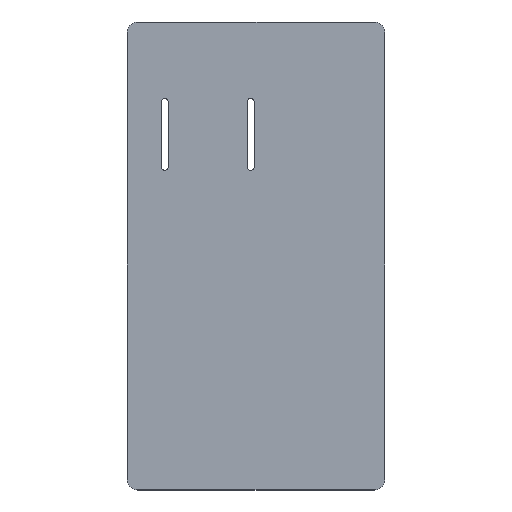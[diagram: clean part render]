
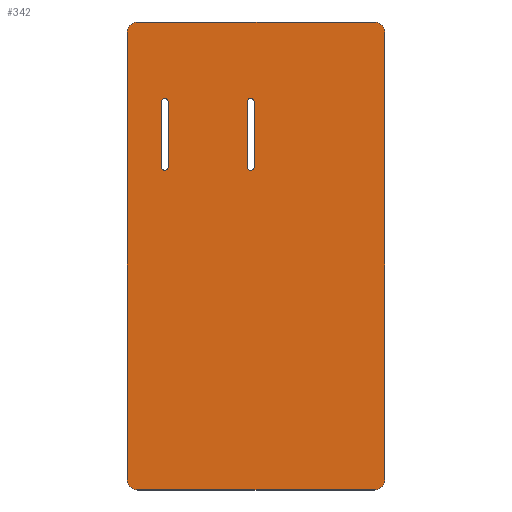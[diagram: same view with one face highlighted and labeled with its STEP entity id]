
A CAD part, top view. The second image highlights one B-rep face of the part: STEP entity #342.
In plain terms, the highlighted planar face has unit normal (0, 0, 1).
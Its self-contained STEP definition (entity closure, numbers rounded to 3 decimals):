
#17=FACE_BOUND('',#59,.T.);
#18=FACE_BOUND('',#60,.T.);
#23=PLANE('',#387);
#38=FACE_OUTER_BOUND('',#58,.T.);
#58=EDGE_LOOP('',(#277,#278,#279,#280,#281,#282,#283,#284));
#59=EDGE_LOOP('',(#285,#286,#287,#288));
#60=EDGE_LOOP('',(#289,#290,#291,#292));
#73=LINE('',#516,#105);
#82=LINE('',#551,#114);
#85=LINE('',#559,#117);
#91=LINE('',#575,#123);
#92=LINE('',#578,#124);
#93=LINE('',#580,#125);
#94=LINE('',#583,#126);
#95=LINE('',#586,#127);
#105=VECTOR('',#413,10.);
#114=VECTOR('',#444,10.);
#117=VECTOR('',#453,10.);
#123=VECTOR('',#469,10.);
#124=VECTOR('',#472,10.);
#125=VECTOR('',#473,10.);
#126=VECTOR('',#476,10.);
#127=VECTOR('',#479,10.);
#134=CIRCLE('',#367,5.);
#142=CIRCLE('',#378,5.);
#143=CIRCLE('',#381,5.);
#144=CIRCLE('',#384,1.6);
#145=CIRCLE('',#386,1.6);
#146=CIRCLE('',#388,5.);
#147=CIRCLE('',#389,1.6);
#148=CIRCLE('',#390,1.6);
#151=VERTEX_POINT('',#506);
#152=VERTEX_POINT('',#508);
#154=VERTEX_POINT('',#514);
#168=VERTEX_POINT('',#546);
#169=VERTEX_POINT('',#550);
#170=VERTEX_POINT('',#554);
#171=VERTEX_POINT('',#558);
#172=VERTEX_POINT('',#562);
#173=VERTEX_POINT('',#563);
#174=VERTEX_POINT('',#568);
#175=VERTEX_POINT('',#569);
#176=VERTEX_POINT('',#574);
#177=VERTEX_POINT('',#577);
#178=VERTEX_POINT('',#579);
#179=VERTEX_POINT('',#582);
#180=VERTEX_POINT('',#584);
#183=EDGE_CURVE('',#151,#152,#134,.T.);
#187=EDGE_CURVE('',#151,#154,#73,.F.);
#203=EDGE_CURVE('',#168,#154,#142,.T.);
#204=EDGE_CURVE('',#169,#152,#82,.F.);
#206=EDGE_CURVE('',#169,#170,#143,.T.);
#208=EDGE_CURVE('',#171,#170,#85,.T.);
#210=EDGE_CURVE('',#172,#173,#144,.T.);
#213=EDGE_CURVE('',#174,#175,#145,.T.);
#216=EDGE_CURVE('',#168,#176,#91,.T.);
#217=EDGE_CURVE('',#176,#171,#146,.T.);
#218=EDGE_CURVE('',#177,#174,#92,.T.);
#219=EDGE_CURVE('',#175,#178,#93,.T.);
#220=EDGE_CURVE('',#178,#177,#147,.T.);
#221=EDGE_CURVE('',#173,#179,#94,.T.);
#222=EDGE_CURVE('',#179,#180,#148,.T.);
#223=EDGE_CURVE('',#180,#172,#95,.T.);
#277=ORIENTED_EDGE('',*,*,#183,.F.);
#278=ORIENTED_EDGE('',*,*,#187,.T.);
#279=ORIENTED_EDGE('',*,*,#203,.F.);
#280=ORIENTED_EDGE('',*,*,#216,.T.);
#281=ORIENTED_EDGE('',*,*,#217,.T.);
#282=ORIENTED_EDGE('',*,*,#208,.T.);
#283=ORIENTED_EDGE('',*,*,#206,.F.);
#284=ORIENTED_EDGE('',*,*,#204,.T.);
#285=ORIENTED_EDGE('',*,*,#218,.T.);
#286=ORIENTED_EDGE('',*,*,#213,.T.);
#287=ORIENTED_EDGE('',*,*,#219,.T.);
#288=ORIENTED_EDGE('',*,*,#220,.T.);
#289=ORIENTED_EDGE('',*,*,#221,.T.);
#290=ORIENTED_EDGE('',*,*,#222,.T.);
#291=ORIENTED_EDGE('',*,*,#223,.T.);
#292=ORIENTED_EDGE('',*,*,#210,.T.);
#342=ADVANCED_FACE('',(#38,#17,#18),#23,.T.);
#367=AXIS2_PLACEMENT_3D('',#509,#406,#407);
#378=AXIS2_PLACEMENT_3D('',#548,#440,#441);
#381=AXIS2_PLACEMENT_3D('',#555,#448,#449);
#384=AXIS2_PLACEMENT_3D('',#564,#457,#458);
#386=AXIS2_PLACEMENT_3D('',#570,#463,#464);
#387=AXIS2_PLACEMENT_3D('',#573,#467,#468);
#388=AXIS2_PLACEMENT_3D('',#576,#470,#471);
#389=AXIS2_PLACEMENT_3D('',#581,#474,#475);
#390=AXIS2_PLACEMENT_3D('',#585,#477,#478);
#406=DIRECTION('center_axis',(0.,0.,-1.));
#407=DIRECTION('ref_axis',(0.707,-0.707,0.));
#413=DIRECTION('',(0.,-1.,0.));
#440=DIRECTION('center_axis',(0.,0.,-1.));
#441=DIRECTION('ref_axis',(0.707,0.707,0.));
#444=DIRECTION('',(-1.,0.,0.));
#448=DIRECTION('center_axis',(0.,0.,-1.));
#449=DIRECTION('ref_axis',(-0.707,-0.707,0.));
#453=DIRECTION('',(0.,-1.,0.));
#457=DIRECTION('center_axis',(0.,0.,-1.));
#458=DIRECTION('ref_axis',(-1.,0.,0.));
#463=DIRECTION('center_axis',(0.,0.,-1.));
#464=DIRECTION('ref_axis',(-1.,0.,0.));
#467=DIRECTION('center_axis',(0.,0.,1.));
#468=DIRECTION('ref_axis',(1.,0.,0.));
#469=DIRECTION('',(-1.,0.,0.));
#470=DIRECTION('center_axis',(0.,0.,1.));
#471=DIRECTION('ref_axis',(0.,1.,0.));
#472=DIRECTION('',(0.,1.,0.));
#473=DIRECTION('',(0.,-1.,0.));
#474=DIRECTION('center_axis',(0.,0.,-1.));
#475=DIRECTION('ref_axis',(1.,0.,0.));
#476=DIRECTION('',(0.,-1.,0.));
#477=DIRECTION('center_axis',(0.,0.,-1.));
#478=DIRECTION('ref_axis',(1.,0.,0.));
#479=DIRECTION('',(0.,1.,0.));
#506=CARTESIAN_POINT('',(82.5,-118.,-0.5));
#508=CARTESIAN_POINT('',(77.5,-123.,-0.5));
#509=CARTESIAN_POINT('Origin',(77.5,-118.,-0.5));
#514=CARTESIAN_POINT('',(82.5,90.,-0.5));
#516=CARTESIAN_POINT('',(82.5,-45.,-0.5));
#546=CARTESIAN_POINT('',(77.5,95.,-0.5));
#548=CARTESIAN_POINT('Origin',(77.5,90.,-0.5));
#550=CARTESIAN_POINT('',(-32.5,-123.,-0.5));
#551=CARTESIAN_POINT('',(-16.25,-123.,-0.5));
#554=CARTESIAN_POINT('',(-37.5,-118.,-0.5));
#555=CARTESIAN_POINT('Origin',(-32.5,-118.,-0.5));
#558=CARTESIAN_POINT('',(-37.5,90.,-0.5));
#559=CARTESIAN_POINT('',(-37.5,90.,-0.5));
#562=CARTESIAN_POINT('',(18.4,57.836,-0.5));
#563=CARTESIAN_POINT('',(21.6,57.836,-0.5));
#564=CARTESIAN_POINT('Origin',(20.,57.836,-0.5));
#568=CARTESIAN_POINT('',(-21.6,57.836,-0.5));
#569=CARTESIAN_POINT('',(-18.4,57.836,-0.5));
#570=CARTESIAN_POINT('Origin',(-20.,57.836,-0.5));
#573=CARTESIAN_POINT('Origin',(0.,0.,
-0.5));
#574=CARTESIAN_POINT('',(-32.5,95.,-0.5));
#575=CARTESIAN_POINT('',(32.5,95.,-0.5));
#576=CARTESIAN_POINT('Origin',(-32.5,90.,-0.5));
#577=CARTESIAN_POINT('',(-21.6,27.5,-0.5));
#578=CARTESIAN_POINT('',(-21.6,26.25,-0.5));
#579=CARTESIAN_POINT('',(-18.4,27.5,-0.5));
#580=CARTESIAN_POINT('',(-18.4,28.918,-0.5));
#581=CARTESIAN_POINT('Origin',(-20.,27.5,-0.5));
#582=CARTESIAN_POINT('',(21.6,27.5,-0.5));
#583=CARTESIAN_POINT('',(21.6,52.5,-0.5));
#584=CARTESIAN_POINT('',(18.4,27.5,-0.5));
#585=CARTESIAN_POINT('Origin',(20.,27.5,-0.5));
#586=CARTESIAN_POINT('',(18.4,26.25,-0.5));
